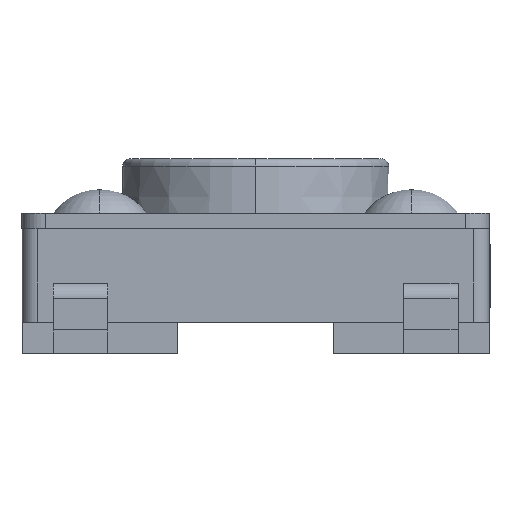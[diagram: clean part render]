
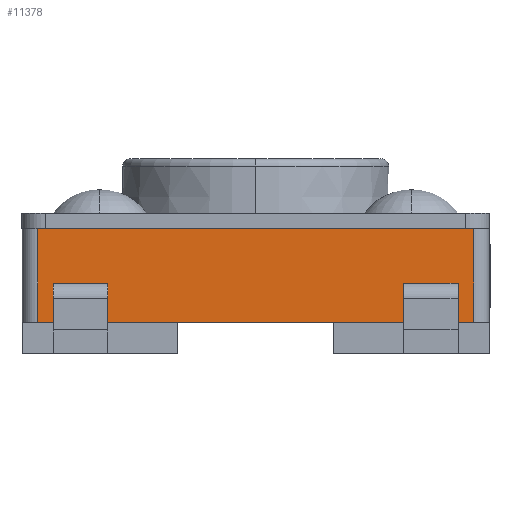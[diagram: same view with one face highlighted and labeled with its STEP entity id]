
A CAD part, left-side view. The second image highlights one B-rep face of the part: STEP entity #11378.
In plain terms, the highlighted planar face has unit normal (-1, 0, 0).
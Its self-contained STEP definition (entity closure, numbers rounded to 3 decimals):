
#150 = EDGE_CURVE ( 'NONE', #3820, #11621, #8475, .T. ) ;
#180 = VERTEX_POINT ( 'NONE', #7345 ) ;
#430 = EDGE_CURVE ( 'NONE', #8392, #180, #13250, .T. ) ;
#491 = DIRECTION ( 'NONE',  ( 0., 1., 0. ) ) ;
#719 = DIRECTION ( 'NONE',  ( 1., 0., 0. ) ) ;
#768 = CARTESIAN_POINT ( 'NONE',  ( -3., 2.6, 0.6 ) ) ;
#1136 = DIRECTION ( 'NONE',  ( 0., 0., 1. ) ) ;
#1242 = CARTESIAN_POINT ( 'NONE',  ( -3., 2.8, 1.6 ) ) ;
#1346 = CARTESIAN_POINT ( 'NONE',  ( -3., -2.6, 0.6 ) ) ;
#1397 = CARTESIAN_POINT ( 'NONE',  ( -3., 2.6, 0.9 ) ) ;
#1443 = CARTESIAN_POINT ( 'NONE',  ( -3., -2.6, 0.9 ) ) ;
#1637 = VECTOR ( 'NONE', #7246, 1000. ) ;
#1982 = DIRECTION ( 'NONE',  ( 0., 1., 0. ) ) ;
#2249 = ORIENTED_EDGE ( 'NONE', *, *, #6915, .F. ) ;
#2312 = CARTESIAN_POINT ( 'NONE',  ( -3., 2.6, 0.9 ) ) ;
#2390 = DIRECTION ( 'NONE',  ( 0., 0., -1. ) ) ;
#2443 = ORIENTED_EDGE ( 'NONE', *, *, #3746, .T. ) ;
#2530 = CARTESIAN_POINT ( 'NONE',  ( -3., 2.8, 1.6 ) ) ;
#2574 = EDGE_CURVE ( 'NONE', #13394, #6434, #7858, .T. ) ;
#2798 = EDGE_CURVE ( 'NONE', #4696, #3820, #5183, .T. ) ;
#2969 = CARTESIAN_POINT ( 'NONE',  ( -3., -1.9, 0.6 ) ) ;
#3023 = CARTESIAN_POINT ( 'NONE',  ( -3., -2.8, 0.4 ) ) ;
#3069 = ORIENTED_EDGE ( 'NONE', *, *, #10943, .F. ) ;
#3094 = DIRECTION ( 'NONE',  ( 0., -1., 0. ) ) ;
#3257 = EDGE_CURVE ( 'NONE', #180, #14116, #8296, .T. ) ;
#3545 = EDGE_CURVE ( 'NONE', #10753, #11621, #7026, .T. ) ;
#3746 = EDGE_CURVE ( 'NONE', #8392, #12884, #14926, .T. ) ;
#3820 = VERTEX_POINT ( 'NONE', #2312 ) ;
#4113 = FACE_BOUND ( 'NONE', #4201, .T. ) ;
#4146 = CARTESIAN_POINT ( 'NONE',  ( -3., 2.8, 1.6 ) ) ;
#4166 = VECTOR ( 'NONE', #8922, 1000. ) ;
#4189 = CARTESIAN_POINT ( 'NONE',  ( -3., 1.9, 0.6 ) ) ;
#4201 = EDGE_LOOP ( 'NONE', ( #3069, #9757, #8418, #14135 ) ) ;
#4362 = EDGE_LOOP ( 'NONE', ( #8978, #2249, #13569, #12172 ) ) ;
#4696 = VERTEX_POINT ( 'NONE', #768 ) ;
#5130 = CARTESIAN_POINT ( 'NONE',  ( -3., -2.6, 0.6 ) ) ;
#5183 = LINE ( 'NONE', #9996, #9156 ) ;
#5428 = DIRECTION ( 'NONE',  ( 0., 1., 0. ) ) ;
#5527 = LINE ( 'NONE', #10337, #6694 ) ;
#6044 = DIRECTION ( 'NONE',  ( 0., 0., 1. ) ) ;
#6090 = DIRECTION ( 'NONE',  ( 0., -1., 0. ) ) ;
#6190 = VECTOR ( 'NONE', #6044, 1000. ) ;
#6339 = AXIS2_PLACEMENT_3D ( 'NONE', #11421, #719, #5428 ) ;
#6360 = LINE ( 'NONE', #11183, #9875 ) ;
#6434 = VERTEX_POINT ( 'NONE', #13671 ) ;
#6694 = VECTOR ( 'NONE', #15158, 1000. ) ;
#6915 = EDGE_CURVE ( 'NONE', #13460, #13394, #12063, .T. ) ;
#7026 = LINE ( 'NONE', #11845, #14007 ) ;
#7239 = VECTOR ( 'NONE', #3094, 1000. ) ;
#7246 = DIRECTION ( 'NONE',  ( 0., -1., 0. ) ) ;
#7286 = CARTESIAN_POINT ( 'NONE',  ( -3., 1.9, 0.9 ) ) ;
#7345 = CARTESIAN_POINT ( 'NONE',  ( -3., -2.8, 1.6 ) ) ;
#7496 = ORIENTED_EDGE ( 'NONE', *, *, #3257, .F. ) ;
#7501 = EDGE_CURVE ( 'NONE', #13460, #13342, #5527, .T. ) ;
#7712 = DIRECTION ( 'NONE',  ( 0., 0., 1. ) ) ;
#7768 = VECTOR ( 'NONE', #6090, 1000. ) ;
#7858 = LINE ( 'NONE', #12689, #8280 ) ;
#8280 = VECTOR ( 'NONE', #1982, 1000. ) ;
#8296 = LINE ( 'NONE', #13116, #10472 ) ;
#8392 = VERTEX_POINT ( 'NONE', #1242 ) ;
#8418 = ORIENTED_EDGE ( 'NONE', *, *, #150, .T. ) ;
#8475 = LINE ( 'NONE', #1397, #7768 ) ;
#8888 = FACE_OUTER_BOUND ( 'NONE', #13476, .T. ) ;
#8922 = DIRECTION ( 'NONE',  ( 0., 0., -1. ) ) ;
#8978 = ORIENTED_EDGE ( 'NONE', *, *, #2574, .F. ) ;
#9025 = LINE ( 'NONE', #13849, #7239 ) ;
#9156 = VECTOR ( 'NONE', #14815, 1000. ) ;
#9387 = CARTESIAN_POINT ( 'NONE',  ( -3., -1.9, 0.6 ) ) ;
#9708 = VECTOR ( 'NONE', #7712, 1000. ) ;
#9757 = ORIENTED_EDGE ( 'NONE', *, *, #2798, .T. ) ;
#9875 = VECTOR ( 'NONE', #491, 1000. ) ;
#9996 = CARTESIAN_POINT ( 'NONE',  ( -3., 2.6, 0.6 ) ) ;
#10109 = CARTESIAN_POINT ( 'NONE',  ( -3., 2.8, 0.4 ) ) ;
#10337 = CARTESIAN_POINT ( 'NONE',  ( -3., -2.6, 0.6 ) ) ;
#10472 = VECTOR ( 'NONE', #2390, 1000. ) ;
#10753 = VERTEX_POINT ( 'NONE', #4189 ) ;
#10938 = ORIENTED_EDGE ( 'NONE', *, *, #11325, .F. ) ;
#10943 = EDGE_CURVE ( 'NONE', #4696, #10753, #9025, .T. ) ;
#11183 = CARTESIAN_POINT ( 'NONE',  ( -3., -3., 0.4 ) ) ;
#11325 = EDGE_CURVE ( 'NONE', #14116, #12884, #6360, .T. ) ;
#11378 = ADVANCED_FACE ( 'NONE', ( #14891, #4113, #8888 ), #13711, .F. ) ;
#11421 = CARTESIAN_POINT ( 'NONE',  ( -3., 2.8, 1.6 ) ) ;
#11423 = ORIENTED_EDGE ( 'NONE', *, *, #430, .F. ) ;
#11621 = VERTEX_POINT ( 'NONE', #7286 ) ;
#11845 = CARTESIAN_POINT ( 'NONE',  ( -3., 1.9, 0.6 ) ) ;
#12063 = LINE ( 'NONE', #1346, #6190 ) ;
#12172 = ORIENTED_EDGE ( 'NONE', *, *, #14678, .T. ) ;
#12689 = CARTESIAN_POINT ( 'NONE',  ( -3., -2.6, 0.9 ) ) ;
#12884 = VERTEX_POINT ( 'NONE', #10109 ) ;
#13116 = CARTESIAN_POINT ( 'NONE',  ( -3., -2.8, 1.6 ) ) ;
#13250 = LINE ( 'NONE', #2530, #1637 ) ;
#13342 = VERTEX_POINT ( 'NONE', #9387 ) ;
#13394 = VERTEX_POINT ( 'NONE', #1443 ) ;
#13460 = VERTEX_POINT ( 'NONE', #5130 ) ;
#13476 = EDGE_LOOP ( 'NONE', ( #2443, #10938, #7496, #11423 ) ) ;
#13569 = ORIENTED_EDGE ( 'NONE', *, *, #7501, .T. ) ;
#13671 = CARTESIAN_POINT ( 'NONE',  ( -3., -1.9, 0.9 ) ) ;
#13711 = PLANE ( 'NONE',  #6339 ) ;
#13717 = LINE ( 'NONE', #2969, #9708 ) ;
#13849 = CARTESIAN_POINT ( 'NONE',  ( -3., 2.6, 0.6 ) ) ;
#14007 = VECTOR ( 'NONE', #1136, 1000. ) ;
#14116 = VERTEX_POINT ( 'NONE', #3023 ) ;
#14135 = ORIENTED_EDGE ( 'NONE', *, *, #3545, .F. ) ;
#14678 = EDGE_CURVE ( 'NONE', #13342, #6434, #13717, .T. ) ;
#14815 = DIRECTION ( 'NONE',  ( 0., 0., 1. ) ) ;
#14891 = FACE_BOUND ( 'NONE', #4362, .T. ) ;
#14926 = LINE ( 'NONE', #4146, #4166 ) ;
#15158 = DIRECTION ( 'NONE',  ( 0., 1., 0. ) ) ;
